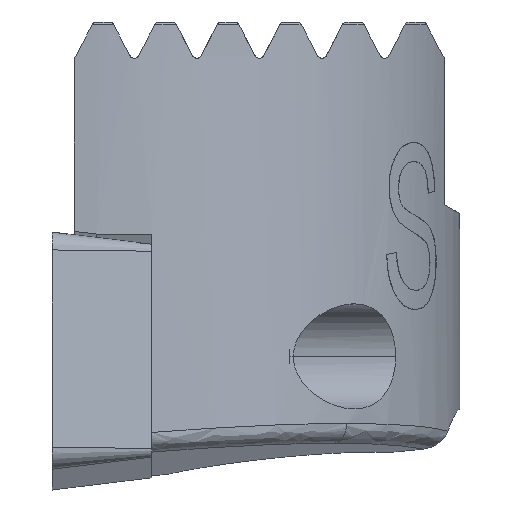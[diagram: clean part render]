
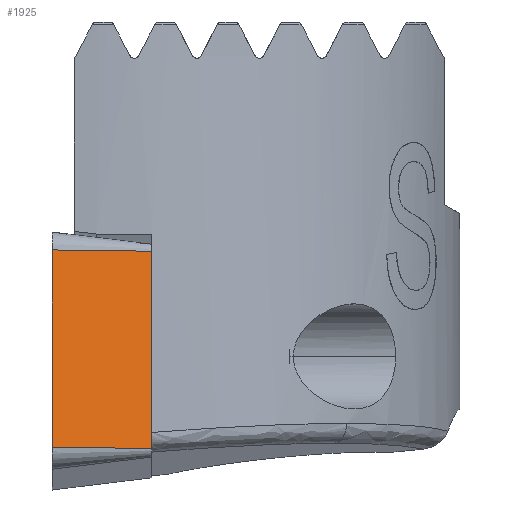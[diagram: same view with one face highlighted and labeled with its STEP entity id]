
A CAD part, left-side view. The second image highlights one B-rep face of the part: STEP entity #1925.
In plain terms, the highlighted planar face has unit normal (-0.987, -0.122, 0.104).
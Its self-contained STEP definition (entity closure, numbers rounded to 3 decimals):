
#1721=VERTEX_POINT('NONE',#4442);
#1761=VERTEX_POINT('NONE',#4484);
#1925=ADVANCED_FACE('NONE',(#4659),#4660,.T.);
#1937=EDGE_CURVE('NONE',#1761,#2333,#4672,.T.);
#1993=EDGE_CURVE('NONE',#2333,#1721,#4733,.T.);
#2333=VERTEX_POINT('NONE',#5106);
#2597=EDGE_CURVE('NONE',#2703,#1761,#5396,.T.);
#2703=VERTEX_POINT('NONE',#5507);
#3805=EDGE_CURVE('NONE',#2703,#1721,#6720,.T.);
#4442=CARTESIAN_POINT('',(0.833,0.4,9.594));
#4484=CARTESIAN_POINT('',(0.489,-3.57,1.661));
#4659=FACE_OUTER_BOUND('',#8595,.T.);
#4660=PLANE('',#8596);
#4672=LINE('',#8616,#8617);
#4733=LINE('',#8702,#8703);
#5106=CARTESIAN_POINT('',(0.004,0.4,1.712));
#5396=LINE('',#10830,#10831);
#5507=CARTESIAN_POINT('',(1.318,-3.57,9.543));
#6720=LINE('',#14806,#14807);
#8595=EDGE_LOOP('',(#16099,#16100,#16101,#16102));
#8596=AXIS2_PLACEMENT_3D('',#16103,#16104,#16105);
#8616=CARTESIAN_POINT('',(0.004,0.4,1.712));
#8617=VECTOR('',#16112,1000.0);
#8702=CARTESIAN_POINT('',(0.004,0.4,1.712));
#8703=VECTOR('',#16164,1000.0);
#10830=CARTESIAN_POINT('',(0.489,-3.57,1.661));
#10831=VECTOR('',#16894,1000.0);
#14806=CARTESIAN_POINT('',(0.833,0.4,9.594));
#14807=VECTOR('',#18233,1000.0);
#16099=ORIENTED_EDGE('',*,*,#2597,.F.);
#16100=ORIENTED_EDGE('',*,*,#3805,.T.);
#16101=ORIENTED_EDGE('',*,*,#1993,.F.);
#16102=ORIENTED_EDGE('',*,*,#1937,.F.);
#16103=CARTESIAN_POINT('',(0.004,0.4,1.712));
#16104=DIRECTION('',(-0.987,-0.122,0.104));
#16105=DIRECTION('',(-0.121,0.993,0.013));
#16112=DIRECTION('',(-0.121,0.993,0.013));
#16164=DIRECTION('',(0.105,0.,0.995));
#16894=DIRECTION('',(-0.105,0.,-0.995));
#18233=DIRECTION('',(-0.121,0.993,0.013));
